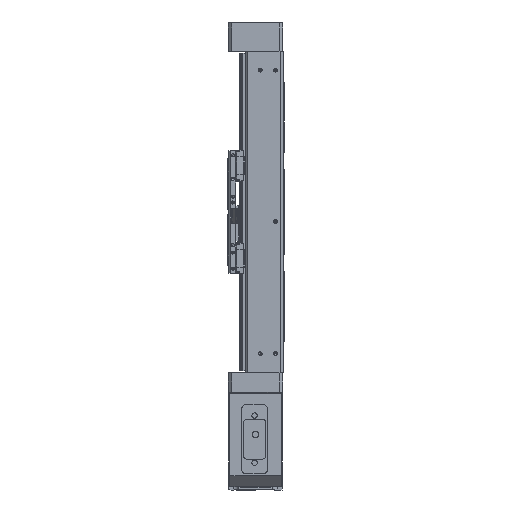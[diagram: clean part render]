
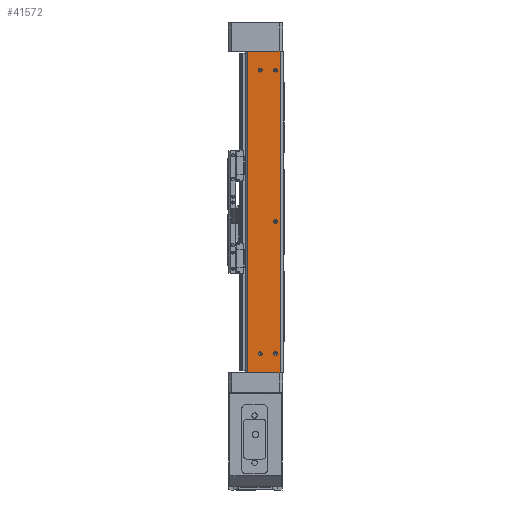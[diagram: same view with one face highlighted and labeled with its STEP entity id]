
A CAD part, left-side view. The second image highlights one B-rep face of the part: STEP entity #41572.
In plain terms, the highlighted planar face has unit normal (-1, 0, 0).
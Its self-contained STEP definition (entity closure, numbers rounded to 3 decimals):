
#396 = DIRECTION ( 'NONE',  ( 0., -1., 0. ) ) ;
#474 = CARTESIAN_POINT ( 'NONE',  ( 0., -15., 81. ) ) ;
#849 = CARTESIAN_POINT ( 'NONE',  ( 0., -15., 79. ) ) ;
#1176 = EDGE_LOOP ( 'NONE', ( #34537, #38312 ) ) ;
#1355 = CIRCLE ( 'NONE', #4504, 1. ) ;
#1358 = DIRECTION ( 'NONE',  ( 1., 0., 0. ) ) ;
#1365 = CARTESIAN_POINT ( 'NONE',  ( 0., -7., 10. ) ) ;
#2020 = AXIS2_PLACEMENT_3D ( 'NONE', #2058, #17234, #9029 ) ;
#2058 = CARTESIAN_POINT ( 'NONE',  ( 0., -7., 10. ) ) ;
#2430 = VECTOR ( 'NONE', #4606, 1000. ) ;
#2477 = ORIENTED_EDGE ( 'NONE', *, *, #10018, .F. ) ;
#2782 = AXIS2_PLACEMENT_3D ( 'NONE', #10532, #29420, #40573 ) ;
#2891 = EDGE_CURVE ( 'NONE', #27137, #30478, #27518, .T. ) ;
#3094 = DIRECTION ( 'NONE',  ( 0., 0., 1. ) ) ;
#3130 = CARTESIAN_POINT ( 'NONE',  ( 0., -7., 159. ) ) ;
#3249 = DIRECTION ( 'NONE',  ( -1., 0., 0. ) ) ;
#3890 = VECTOR ( 'NONE', #31983, 1000. ) ;
#4068 = DIRECTION ( 'NONE',  ( 0., 0., 1. ) ) ;
#4300 = CARTESIAN_POINT ( 'NONE',  ( 0., -15., 11. ) ) ;
#4413 = CIRCLE ( 'NONE', #2020, 1. ) ;
#4504 = AXIS2_PLACEMENT_3D ( 'NONE', #26730, #23010, #30701 ) ;
#4606 = DIRECTION ( 'NONE',  ( 0., 0., 1. ) ) ;
#4755 = AXIS2_PLACEMENT_3D ( 'NONE', #11142, #22329, #15623 ) ;
#4833 = CIRCLE ( 'NONE', #35768, 1. ) ;
#4913 = EDGE_CURVE ( 'NONE', #46810, #42669, #19280, .T. ) ;
#5679 = VERTEX_POINT ( 'NONE', #29841 ) ;
#6141 = CARTESIAN_POINT ( 'NONE',  ( 0., 0., 170. ) ) ;
#7221 = VERTEX_POINT ( 'NONE', #18616 ) ;
#7371 = CARTESIAN_POINT ( 'NONE',  ( 0., -15., 10. ) ) ;
#7848 = DIRECTION ( 'NONE',  ( -1., 0., 0. ) ) ;
#8061 = EDGE_LOOP ( 'NONE', ( #27444, #41505 ) ) ;
#8384 = VERTEX_POINT ( 'NONE', #3130 ) ;
#9029 = DIRECTION ( 'NONE',  ( 0., 0., 1. ) ) ;
#9195 = CARTESIAN_POINT ( 'NONE',  ( 0., -7., 11. ) ) ;
#9259 = AXIS2_PLACEMENT_3D ( 'NONE', #12796, #1358, #35388 ) ;
#9366 = AXIS2_PLACEMENT_3D ( 'NONE', #24795, #23411, #11978 ) ;
#10018 = EDGE_CURVE ( 'NONE', #8384, #32189, #47076, .T. ) ;
#10532 = CARTESIAN_POINT ( 'NONE',  ( 0., -7., 160. ) ) ;
#11142 = CARTESIAN_POINT ( 'NONE',  ( 0., -15., 160. ) ) ;
#11428 = VERTEX_POINT ( 'NONE', #849 ) ;
#11978 = DIRECTION ( 'NONE',  ( 0., 0., 1. ) ) ;
#11990 = ORIENTED_EDGE ( 'NONE', *, *, #31030, .T. ) ;
#12082 = VERTEX_POINT ( 'NONE', #36332 ) ;
#12796 = CARTESIAN_POINT ( 'NONE',  ( 0., 0., 170. ) ) ;
#13986 = EDGE_CURVE ( 'NONE', #5679, #31342, #17577, .T. ) ;
#14846 = DIRECTION ( 'NONE',  ( 0., 0., 1. ) ) ;
#15141 = EDGE_CURVE ( 'NONE', #5679, #46810, #40415, .T. ) ;
#15623 = DIRECTION ( 'NONE',  ( 0., 0., 1. ) ) ;
#15748 = CIRCLE ( 'NONE', #9366, 1. ) ;
#15802 = LINE ( 'NONE', #38627, #2430 ) ;
#16421 = EDGE_CURVE ( 'NONE', #32189, #8384, #15748, .T. ) ;
#16760 = PLANE ( 'NONE',  #9259 ) ;
#16855 = CARTESIAN_POINT ( 'NONE',  ( 0., -0.3, 0. ) ) ;
#17234 = DIRECTION ( 'NONE',  ( -1., 0., 0. ) ) ;
#17577 = LINE ( 'NONE', #6141, #3890 ) ;
#17823 = CARTESIAN_POINT ( 'NONE',  ( 0., -0.3, 170. ) ) ;
#18075 = DIRECTION ( 'NONE',  ( 0., 0., -1. ) ) ;
#18261 = CARTESIAN_POINT ( 'NONE',  ( 0., -15., 160. ) ) ;
#18616 = CARTESIAN_POINT ( 'NONE',  ( 0., -7., 9. ) ) ;
#19280 = LINE ( 'NONE', #34420, #34046 ) ;
#19928 = ORIENTED_EDGE ( 'NONE', *, *, #23066, .F. ) ;
#20143 = EDGE_CURVE ( 'NONE', #11428, #25533, #45257, .T. ) ;
#20623 = CIRCLE ( 'NONE', #4755, 1. ) ;
#21238 = EDGE_CURVE ( 'NONE', #12082, #23749, #46170, .T. ) ;
#21934 = VECTOR ( 'NONE', #18075, 1000. ) ;
#22284 = ORIENTED_EDGE ( 'NONE', *, *, #2891, .F. ) ;
#22329 = DIRECTION ( 'NONE',  ( -1., 0., 0. ) ) ;
#22500 = ORIENTED_EDGE ( 'NONE', *, *, #16421, .F. ) ;
#23010 = DIRECTION ( 'NONE',  ( -1., 0., 0. ) ) ;
#23066 = EDGE_CURVE ( 'NONE', #23749, #12082, #44621, .T. ) ;
#23411 = DIRECTION ( 'NONE',  ( -1., 0., 0. ) ) ;
#23749 = VERTEX_POINT ( 'NONE', #4300 ) ;
#24795 = CARTESIAN_POINT ( 'NONE',  ( 0., -7., 160. ) ) ;
#25282 = CARTESIAN_POINT ( 'NONE',  ( 0., -17.4, 0. ) ) ;
#25363 = VERTEX_POINT ( 'NONE', #9195 ) ;
#25533 = VERTEX_POINT ( 'NONE', #474 ) ;
#25857 = ORIENTED_EDGE ( 'NONE', *, *, #13986, .F. ) ;
#26730 = CARTESIAN_POINT ( 'NONE',  ( 0., -15., 80. ) ) ;
#26733 = AXIS2_PLACEMENT_3D ( 'NONE', #18261, #28684, #3094 ) ;
#27137 = VERTEX_POINT ( 'NONE', #33361 ) ;
#27444 = ORIENTED_EDGE ( 'NONE', *, *, #31006, .F. ) ;
#27488 = EDGE_LOOP ( 'NONE', ( #25857, #39153, #40646, #11990 ) ) ;
#27518 = CIRCLE ( 'NONE', #26733, 1. ) ;
#27906 = EDGE_CURVE ( 'NONE', #25533, #11428, #1355, .T. ) ;
#28684 = DIRECTION ( 'NONE',  ( -1., 0., 0. ) ) ;
#29420 = DIRECTION ( 'NONE',  ( -1., 0., 0. ) ) ;
#29841 = CARTESIAN_POINT ( 'NONE',  ( 0., -0.3, 170. ) ) ;
#30478 = VERTEX_POINT ( 'NONE', #44616 ) ;
#30701 = DIRECTION ( 'NONE',  ( 0., 0., 1. ) ) ;
#31006 = EDGE_CURVE ( 'NONE', #25363, #7221, #4833, .T. ) ;
#31030 = EDGE_CURVE ( 'NONE', #42669, #31342, #15802, .T. ) ;
#31342 = VERTEX_POINT ( 'NONE', #42023 ) ;
#31629 = EDGE_CURVE ( 'NONE', #30478, #27137, #20623, .T. ) ;
#31658 = FACE_BOUND ( 'NONE', #40808, .T. ) ;
#31664 = DIRECTION ( 'NONE',  ( 0., 0., 1. ) ) ;
#31983 = DIRECTION ( 'NONE',  ( 0., -1., 0. ) ) ;
#32128 = FACE_BOUND ( 'NONE', #43994, .T. ) ;
#32189 = VERTEX_POINT ( 'NONE', #42831 ) ;
#32736 = AXIS2_PLACEMENT_3D ( 'NONE', #33053, #3249, #48183 ) ;
#33053 = CARTESIAN_POINT ( 'NONE',  ( 0., -15., 10. ) ) ;
#33349 = ORIENTED_EDGE ( 'NONE', *, *, #21238, .F. ) ;
#33361 = CARTESIAN_POINT ( 'NONE',  ( 0., -15., 159. ) ) ;
#34046 = VECTOR ( 'NONE', #396, 1000. ) ;
#34420 = CARTESIAN_POINT ( 'NONE',  ( 0., 0., 0. ) ) ;
#34537 = ORIENTED_EDGE ( 'NONE', *, *, #27906, .F. ) ;
#35388 = DIRECTION ( 'NONE',  ( 0., 1., 0. ) ) ;
#35627 = FACE_OUTER_BOUND ( 'NONE', #27488, .T. ) ;
#35768 = AXIS2_PLACEMENT_3D ( 'NONE', #1365, #7848, #31664 ) ;
#36332 = CARTESIAN_POINT ( 'NONE',  ( 0., -15., 9. ) ) ;
#36562 = AXIS2_PLACEMENT_3D ( 'NONE', #37594, #38098, #4068 ) ;
#37594 = CARTESIAN_POINT ( 'NONE',  ( 0., -15., 80. ) ) ;
#38098 = DIRECTION ( 'NONE',  ( -1., 0., 0. ) ) ;
#38312 = ORIENTED_EDGE ( 'NONE', *, *, #20143, .F. ) ;
#38627 = CARTESIAN_POINT ( 'NONE',  ( 0., -17.4, 170. ) ) ;
#39153 = ORIENTED_EDGE ( 'NONE', *, *, #15141, .T. ) ;
#39176 = EDGE_CURVE ( 'NONE', #7221, #25363, #4413, .T. ) ;
#39457 = EDGE_LOOP ( 'NONE', ( #19928, #33349 ) ) ;
#39820 = FACE_BOUND ( 'NONE', #1176, .T. ) ;
#40061 = FACE_BOUND ( 'NONE', #39457, .T. ) ;
#40415 = LINE ( 'NONE', #17823, #21934 ) ;
#40573 = DIRECTION ( 'NONE',  ( 0., 0., 1. ) ) ;
#40646 = ORIENTED_EDGE ( 'NONE', *, *, #4913, .T. ) ;
#40808 = EDGE_LOOP ( 'NONE', ( #22500, #2477 ) ) ;
#41505 = ORIENTED_EDGE ( 'NONE', *, *, #39176, .F. ) ;
#41572 = ADVANCED_FACE ( 'NONE', ( #39820, #47741, #40061, #31658, #32128, #35627 ), #16760, .F. ) ;
#42023 = CARTESIAN_POINT ( 'NONE',  ( 0., -17.4, 170. ) ) ;
#42669 = VERTEX_POINT ( 'NONE', #25282 ) ;
#42831 = CARTESIAN_POINT ( 'NONE',  ( 0., -7., 161. ) ) ;
#43994 = EDGE_LOOP ( 'NONE', ( #48731, #22284 ) ) ;
#44616 = CARTESIAN_POINT ( 'NONE',  ( 0., -15., 161. ) ) ;
#44621 = CIRCLE ( 'NONE', #32736, 1. ) ;
#45257 = CIRCLE ( 'NONE', #36562, 1. ) ;
#45361 = AXIS2_PLACEMENT_3D ( 'NONE', #7371, #48580, #14846 ) ;
#46170 = CIRCLE ( 'NONE', #45361, 1. ) ;
#46810 = VERTEX_POINT ( 'NONE', #16855 ) ;
#47076 = CIRCLE ( 'NONE', #2782, 1. ) ;
#47741 = FACE_BOUND ( 'NONE', #8061, .T. ) ;
#48183 = DIRECTION ( 'NONE',  ( 0., 0., 1. ) ) ;
#48580 = DIRECTION ( 'NONE',  ( -1., 0., 0. ) ) ;
#48731 = ORIENTED_EDGE ( 'NONE', *, *, #31629, .F. ) ;
